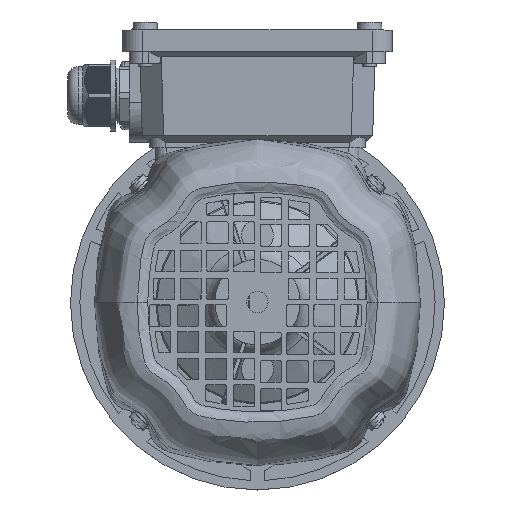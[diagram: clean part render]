
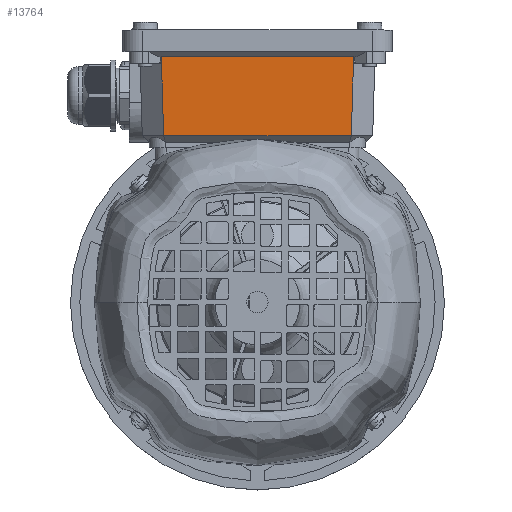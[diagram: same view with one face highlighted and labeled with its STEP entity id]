
A CAD part, top view. The second image highlights one B-rep face of the part: STEP entity #13764.
In plain terms, the highlighted planar face has unit normal (0, -0.029, 1).
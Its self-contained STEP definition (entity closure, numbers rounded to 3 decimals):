
#1494=PLANE('',#52876);
#3385=FACE_OUTER_BOUND('',#19940,.T.);
#6330=LINE('',#78787,#10238);
#6340=LINE('',#78808,#10248);
#6341=LINE('',#78810,#10249);
#6342=LINE('',#78812,#10250);
#10238=VECTOR('',#60703,1.);
#10248=VECTOR('',#60727,1.);
#10249=VECTOR('',#60728,1.);
#10250=VECTOR('',#60729,1.);
#13764=ADVANCED_FACE('',(#3385),#1494,.F.);
#19940=EDGE_LOOP('',(#27011,#27012,#27013,#27014));
#27011=ORIENTED_EDGE('',*,*,#44306,.F.);
#27012=ORIENTED_EDGE('',*,*,#44317,.T.);
#27013=ORIENTED_EDGE('',*,*,#44318,.T.);
#27014=ORIENTED_EDGE('',*,*,#44319,.T.);
#38590=VERTEX_POINT('',#78786);
#38591=VERTEX_POINT('',#78788);
#38595=VERTEX_POINT('',#78809);
#38596=VERTEX_POINT('',#78811);
#44306=EDGE_CURVE('',#38590,#38591,#6330,.T.);
#44317=EDGE_CURVE('',#38590,#38595,#6340,.T.);
#44318=EDGE_CURVE('',#38595,#38596,#6341,.T.);
#44319=EDGE_CURVE('',#38596,#38591,#6342,.T.);
#52876=AXIS2_PLACEMENT_3D('',#78813,#60730,#60731);
#60703=DIRECTION('',(1.,0.,0.));
#60727=DIRECTION('',(0.029,-0.999,-0.029));
#60728=DIRECTION('',(1.,0.,0.));
#60729=DIRECTION('',(0.029,0.999,0.029));
#60730=DIRECTION('',(0.,0.029,-1.));
#60731=DIRECTION('',(-1.,0.,0.));
#78786=CARTESIAN_POINT('',(-35.997,92.,93.));
#78787=CARTESIAN_POINT('',(0.,92.,93.));
#78788=CARTESIAN_POINT('',(35.997,92.,93.));
#78808=CARTESIAN_POINT('',(-35.965,90.943,92.969));
#78809=CARTESIAN_POINT('',(-35.129,62.5,92.132));
#78810=CARTESIAN_POINT('',(0.,62.5,92.132));
#78811=CARTESIAN_POINT('',(35.129,62.5,92.132));
#78812=CARTESIAN_POINT('',(35.965,90.943,92.969));
#78813=CARTESIAN_POINT('',(0.,92.,93.));
